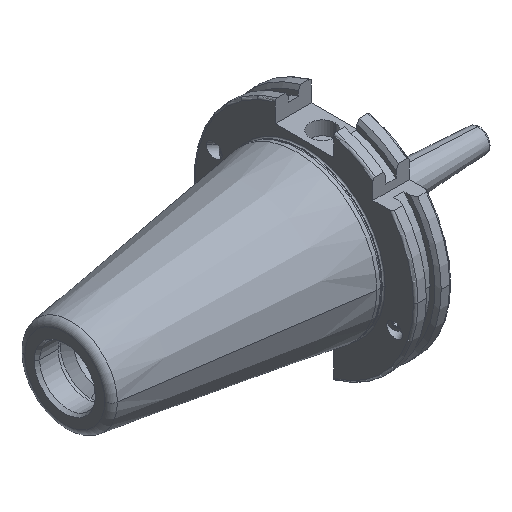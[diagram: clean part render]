
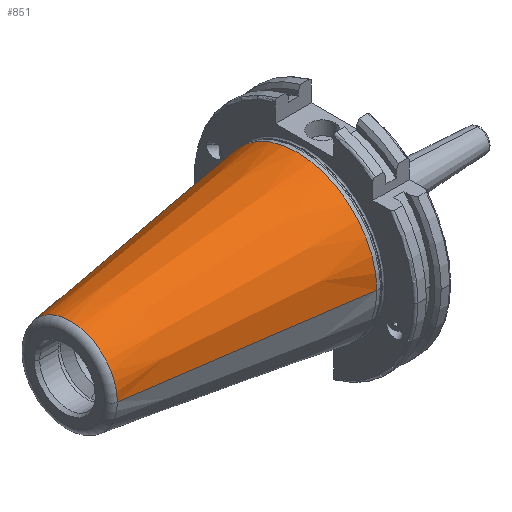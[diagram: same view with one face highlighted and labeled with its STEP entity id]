
A CAD part, isometric view. The second image highlights one B-rep face of the part: STEP entity #851.
In plain terms, the highlighted conical face has half-angle 8.297 degrees and reference radius 34.925 mm.
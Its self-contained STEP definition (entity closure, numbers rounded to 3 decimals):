
#112 = EDGE_CURVE ( 'NONE', #1943, #2993, #4848, .T. ) ;
#152 = EDGE_CURVE ( 'NONE', #2993, #2383, #4964, .T. ) ;
#753 = LINE ( 'NONE', #3285, #2019 ) ;
#808 = CARTESIAN_POINT ( 'NONE',  ( 0., -34.925, 0. ) ) ;
#851 = ADVANCED_FACE ( 'NONE', ( #2134 ), #1764, .T. ) ;
#1317 = EDGE_LOOP ( 'NONE', ( #5356, #6084, #1575, #3064 ) ) ;
#1489 = DIRECTION ( 'NONE',  ( 0., -1., 0. ) ) ;
#1556 = AXIS2_PLACEMENT_3D ( 'NONE', #2580, #5138, #3509 ) ;
#1575 = ORIENTED_EDGE ( 'NONE', *, *, #4925, .T. ) ;
#1764 = CONICAL_SURFACE ( 'NONE', #1556, 34.925, 0.145 ) ;
#1864 = CARTESIAN_POINT ( 'NONE',  ( -99.183, 0., 0. ) ) ;
#1881 = VECTOR ( 'NONE', #3978, 1000. ) ;
#1943 = VERTEX_POINT ( 'NONE', #3372 ) ;
#1990 = AXIS2_PLACEMENT_3D ( 'NONE', #1864, #3889, #1489 ) ;
#2019 = VECTOR ( 'NONE', #6225, 1000. ) ;
#2134 = FACE_OUTER_BOUND ( 'NONE', #1317, .T. ) ;
#2383 = VERTEX_POINT ( 'NONE', #2562 ) ;
#2501 = DIRECTION ( 'NONE',  ( 0., -1., 0. ) ) ;
#2562 = CARTESIAN_POINT ( 'NONE',  ( 0., 34.925, 0. ) ) ;
#2580 = CARTESIAN_POINT ( 'NONE',  ( 0., 0., 0. ) ) ;
#2621 = VERTEX_POINT ( 'NONE', #808 ) ;
#2993 = VERTEX_POINT ( 'NONE', #3618 ) ;
#3064 = ORIENTED_EDGE ( 'NONE', *, *, #152, .F. ) ;
#3285 = CARTESIAN_POINT ( 'NONE',  ( 0., -34.925, 0. ) ) ;
#3372 = CARTESIAN_POINT ( 'NONE',  ( -99.183, -20.461, 0. ) ) ;
#3509 = DIRECTION ( 'NONE',  ( 0., 1., 0. ) ) ;
#3618 = CARTESIAN_POINT ( 'NONE',  ( -99.183, 20.461, 0. ) ) ;
#3889 = DIRECTION ( 'NONE',  ( -1., 0., 0. ) ) ;
#3978 = DIRECTION ( 'NONE',  ( 0.99, 0.144, 0. ) ) ;
#4182 = CIRCLE ( 'NONE', #4701, 34.925 ) ;
#4330 = CARTESIAN_POINT ( 'NONE',  ( 0., 0., 0. ) ) ;
#4701 = AXIS2_PLACEMENT_3D ( 'NONE', #4330, #5386, #2501 ) ;
#4848 = CIRCLE ( 'NONE', #1990, 20.461 ) ;
#4925 = EDGE_CURVE ( 'NONE', #2621, #2383, #4182, .T. ) ;
#4964 = LINE ( 'NONE', #5933, #1881 ) ;
#5138 = DIRECTION ( 'NONE',  ( 1., 0., 0. ) ) ;
#5356 = ORIENTED_EDGE ( 'NONE', *, *, #112, .F. ) ;
#5386 = DIRECTION ( 'NONE',  ( -1., 0., 0. ) ) ;
#5625 = EDGE_CURVE ( 'NONE', #1943, #2621, #753, .T. ) ;
#5933 = CARTESIAN_POINT ( 'NONE',  ( 0., 34.925, 0. ) ) ;
#6084 = ORIENTED_EDGE ( 'NONE', *, *, #5625, .T. ) ;
#6225 = DIRECTION ( 'NONE',  ( 0.99, -0.144, 0. ) ) ;
